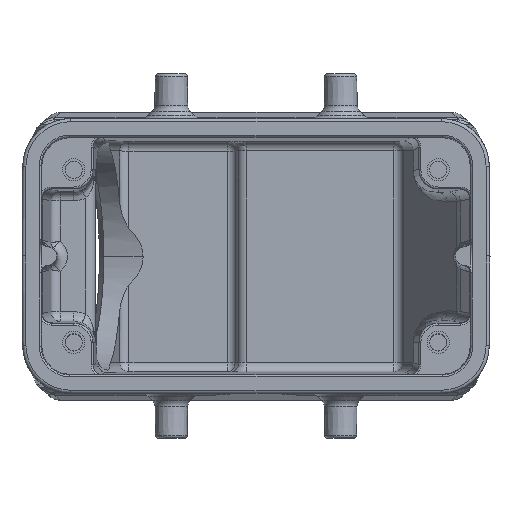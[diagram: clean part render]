
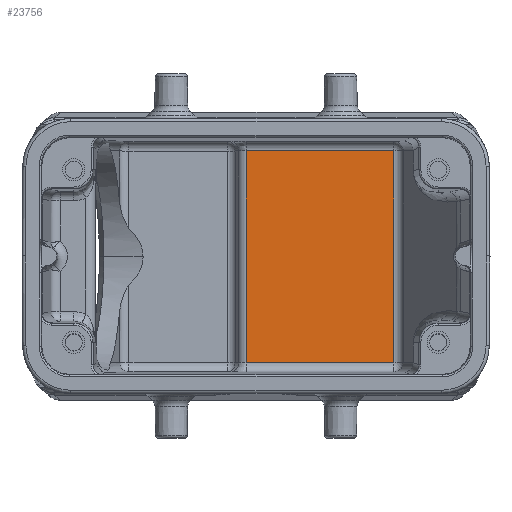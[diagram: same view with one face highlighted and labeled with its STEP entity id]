
A CAD part, top view. The second image highlights one B-rep face of the part: STEP entity #23756.
In plain terms, the highlighted planar face has unit normal (0, 0, 1).
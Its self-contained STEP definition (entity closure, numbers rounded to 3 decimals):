
#6358=DIRECTION('',(0.,1.,0.));
#6359=VECTOR('',#6358,33.092);
#6360=CARTESIAN_POINT('',(21.573,-16.546,-65.));
#6361=LINE('',#6360,#6359);
#6377=DIRECTION('',(-1.,0.,0.));
#6378=VECTOR('',#6377,23.067);
#6379=CARTESIAN_POINT('',(21.573,16.546,-65.));
#6380=LINE('',#6379,#6378);
#6389=DIRECTION('',(1.,0.,0.));
#6390=VECTOR('',#6389,23.067);
#6391=CARTESIAN_POINT('',(-1.493,-16.546,
-65.));
#6392=LINE('',#6391,#6390);
#6417=DIRECTION('',(0.,-1.,0.));
#6418=VECTOR('',#6417,33.092);
#6419=CARTESIAN_POINT('',(-1.493,16.546,
-65.));
#6420=LINE('',#6419,#6418);
#9412=CARTESIAN_POINT('',(21.573,-16.546,-65.));
#9413=VERTEX_POINT('',#9412);
#9415=CARTESIAN_POINT('',(21.573,16.546,-65.));
#9417=VERTEX_POINT('',#9415);
#9420=CARTESIAN_POINT('',(-1.493,16.546,
-65.));
#9421=VERTEX_POINT('',#9420);
#9424=CARTESIAN_POINT('',(-1.493,-16.546,
-65.));
#9425=VERTEX_POINT('',#9424);
#23743=CARTESIAN_POINT('',(22.724,-18.6,-65.));
#23744=DIRECTION('',(0.,0.,-1.));
#23745=DIRECTION('',(-1.,0.,0.));
#23746=AXIS2_PLACEMENT_3D('',#23743,#23744,#23745);
#23747=PLANE('',#23746);
#23749=ORIENTED_EDGE('',*,*,#23748,.F.);
#23751=ORIENTED_EDGE('',*,*,#23750,.F.);
#23752=ORIENTED_EDGE('',*,*,#23736,.F.);
#23753=ORIENTED_EDGE('',*,*,#23712,.F.);
#23754=EDGE_LOOP('',(#23749,#23751,#23752,#23753));
#23755=FACE_OUTER_BOUND('',#23754,.F.);
#23756=ADVANCED_FACE('',(#23755),#23747,.F.);
#23712=EDGE_CURVE('',#9413,#9417,#6361,.T.);
#23736=EDGE_CURVE('',#9417,#9421,#6380,.T.);
#23748=EDGE_CURVE('',#9425,#9413,#6392,.T.);
#23750=EDGE_CURVE('',#9421,#9425,#6420,.T.);
